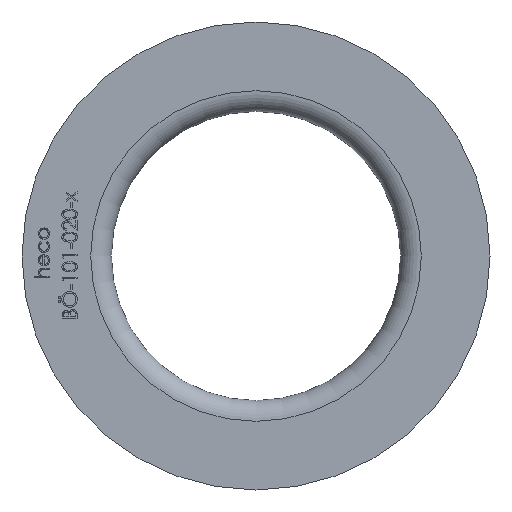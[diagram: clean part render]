
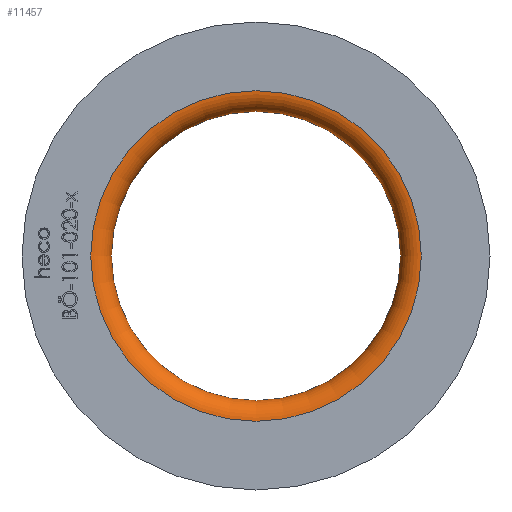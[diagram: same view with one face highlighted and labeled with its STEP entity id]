
A CAD part, left-side view. The second image highlights one B-rep face of the part: STEP entity #11457.
In plain terms, the highlighted toroidal (fillet/blend) face has major radius 55.8 mm and minor radius 7 mm.
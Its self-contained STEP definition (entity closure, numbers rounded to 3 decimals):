
#1838 = ORIENTED_EDGE ( 'NONE', *, *, #12439, .T. ) ;
#2142 = EDGE_LOOP ( 'NONE', ( #1838 ) ) ;
#3022 = DIRECTION ( 'NONE',  ( 0., 0., 1. ) ) ;
#3513 = CARTESIAN_POINT ( 'NONE',  ( 7., 0., 0. ) ) ;
#5302 = CARTESIAN_POINT ( 'NONE',  ( 0., 0., 0. ) ) ;
#5830 = EDGE_LOOP ( 'NONE', ( #7949 ) ) ;
#6252 = AXIS2_PLACEMENT_3D ( 'NONE', #5302, #8776, #11804 ) ;
#7403 = FACE_OUTER_BOUND ( 'NONE', #2142, .T. ) ;
#7701 = VERTEX_POINT ( 'NONE', #8844 ) ;
#7763 = TOROIDAL_SURFACE ( 'NONE', #13818, 55.8, 7. ) ;
#7949 = ORIENTED_EDGE ( 'NONE', *, *, #13669, .F. ) ;
#8401 = DIRECTION ( 'NONE',  ( -1., 0., 0. ) ) ;
#8776 = DIRECTION ( 'NONE',  ( -1., 0., 0. ) ) ;
#8844 = CARTESIAN_POINT ( 'NONE',  ( 0., 0., 55.8 ) ) ;
#9107 = CIRCLE ( 'NONE', #11824, 48.8 ) ;
#9672 = CARTESIAN_POINT ( 'NONE',  ( 7., 0., 48.8 ) ) ;
#9881 = VERTEX_POINT ( 'NONE', #9672 ) ;
#10492 = CARTESIAN_POINT ( 'NONE',  ( 7., 0., 0. ) ) ;
#11457 = ADVANCED_FACE ( 'NONE', ( #11567, #7403 ), #7763, .T. ) ;
#11567 = FACE_OUTER_BOUND ( 'NONE', #5830, .T. ) ;
#11804 = DIRECTION ( 'NONE',  ( 0., 0., 1. ) ) ;
#11824 = AXIS2_PLACEMENT_3D ( 'NONE', #3513, #13071, #13154 ) ;
#12324 = CIRCLE ( 'NONE', #6252, 55.8 ) ;
#12439 = EDGE_CURVE ( 'NONE', #7701, #7701, #12324, .T. ) ;
#13071 = DIRECTION ( 'NONE',  ( -1., 0., 0. ) ) ;
#13154 = DIRECTION ( 'NONE',  ( 0., 0., 1. ) ) ;
#13669 = EDGE_CURVE ( 'NONE', #9881, #9881, #9107, .T. ) ;
#13818 = AXIS2_PLACEMENT_3D ( 'NONE', #10492, #8401, #3022 ) ;
